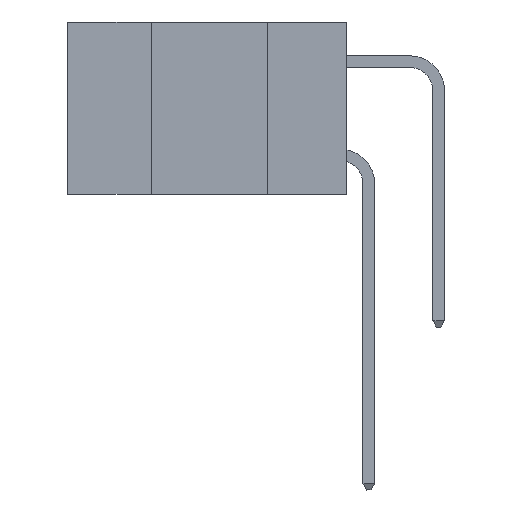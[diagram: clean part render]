
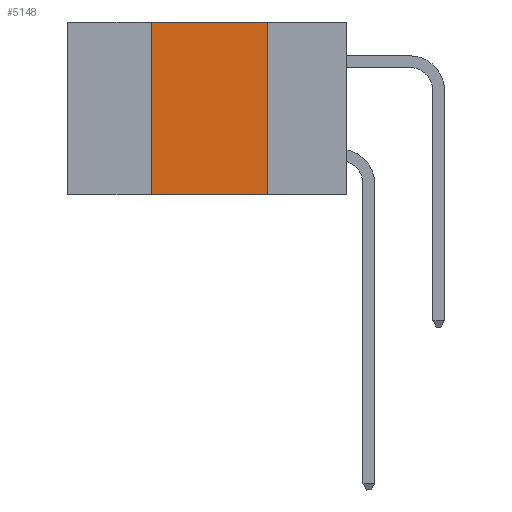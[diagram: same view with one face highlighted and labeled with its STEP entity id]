
A CAD part, left-side view. The second image highlights one B-rep face of the part: STEP entity #5148.
In plain terms, the highlighted planar face has unit normal (-1, 0, 0).
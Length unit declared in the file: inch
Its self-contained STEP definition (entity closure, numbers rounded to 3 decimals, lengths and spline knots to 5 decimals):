
#2471 = VECTOR ( 'NONE', #15786, 39.37008 ) ;
#3778 = CARTESIAN_POINT ( 'NONE',  ( 0., 0.17, -0.37 ) ) ;
#4079 = CARTESIAN_POINT ( 'NONE',  ( 0., 0.42, 0. ) ) ;
#4425 = FACE_OUTER_BOUND ( 'NONE', #5579, .T. ) ;
#4526 = PLANE ( 'NONE',  #12901 ) ;
#4573 = DIRECTION ( 'NONE',  ( 0., -1., 0. ) ) ;
#5148 = ADVANCED_FACE ( 'NONE', ( #4425 ), #4526, .F. ) ;
#5194 = LINE ( 'NONE', #17289, #2471 ) ;
#5325 = EDGE_CURVE ( 'NONE', #15503, #18215, #5194, .T. ) ;
#5449 = ORIENTED_EDGE ( 'NONE', *, *, #19557, .T. ) ;
#5512 = DIRECTION ( 'NONE',  ( 0., 0., -1. ) ) ;
#5579 = EDGE_LOOP ( 'NONE', ( #10168, #9770, #11301, #5449 ) ) ;
#5608 = EDGE_CURVE ( 'NONE', #18215, #19524, #18153, .T. ) ;
#6089 = CARTESIAN_POINT ( 'NONE',  ( 0., 0.6, 0. ) ) ;
#6273 = EDGE_CURVE ( 'NONE', #19524, #11770, #9978, .T. ) ;
#7231 = DIRECTION ( 'NONE',  ( 0., -1., 0. ) ) ;
#9314 = CARTESIAN_POINT ( 'NONE',  ( 0., 0.6, 0. ) ) ;
#9770 = ORIENTED_EDGE ( 'NONE', *, *, #5608, .F. ) ;
#9978 = LINE ( 'NONE', #13228, #16618 ) ;
#10168 = ORIENTED_EDGE ( 'NONE', *, *, #6273, .F. ) ;
#10263 = CARTESIAN_POINT ( 'NONE',  ( 0., 0.42, -0.37 ) ) ;
#11236 = VECTOR ( 'NONE', #4573, 39.37008 ) ;
#11301 = ORIENTED_EDGE ( 'NONE', *, *, #5325, .F. ) ;
#11770 = VERTEX_POINT ( 'NONE', #3778 ) ;
#12901 = AXIS2_PLACEMENT_3D ( 'NONE', #6089, #14911, #16599 ) ;
#13228 = CARTESIAN_POINT ( 'NONE',  ( 0., 0.17, 0. ) ) ;
#14589 = VECTOR ( 'NONE', #7231, 39.37008 ) ;
#14670 = CARTESIAN_POINT ( 'NONE',  ( 0., 0.6, -0.37 ) ) ;
#14911 = DIRECTION ( 'NONE',  ( 1., 0., 0. ) ) ;
#15503 = VERTEX_POINT ( 'NONE', #10263 ) ;
#15786 = DIRECTION ( 'NONE',  ( 0., 0., 1. ) ) ;
#16350 = CARTESIAN_POINT ( 'NONE',  ( 0., 0.17, 0. ) ) ;
#16599 = DIRECTION ( 'NONE',  ( 0., 0., -1. ) ) ;
#16618 = VECTOR ( 'NONE', #5512, 39.37008 ) ;
#17289 = CARTESIAN_POINT ( 'NONE',  ( 0., 0.42, 0. ) ) ;
#18153 = LINE ( 'NONE', #9314, #11236 ) ;
#18215 = VERTEX_POINT ( 'NONE', #4079 ) ;
#19352 = LINE ( 'NONE', #14670, #14589 ) ;
#19524 = VERTEX_POINT ( 'NONE', #16350 ) ;
#19557 = EDGE_CURVE ( 'NONE', #15503, #11770, #19352, .T. ) ;
